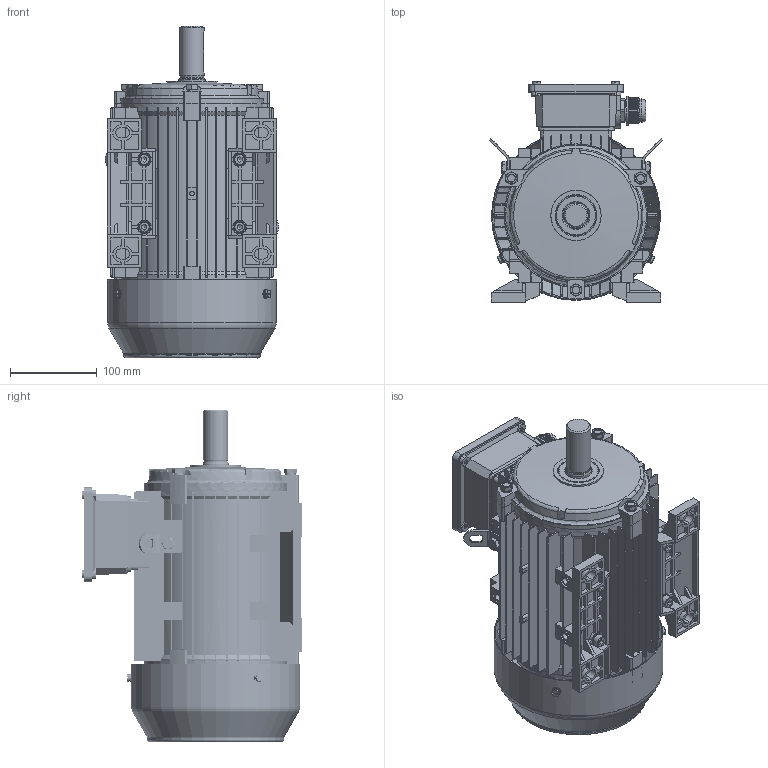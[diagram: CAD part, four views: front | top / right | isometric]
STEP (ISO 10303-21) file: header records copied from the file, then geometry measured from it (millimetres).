
FILE_DESCRIPTION(/* description */ (''),/* implementation_level */ '2;1');
FILE_NAME(/* name */ 'JL-100-B3.stp',/* time_stamp */ '2018-12-30T14:36:38+08:00',/* author */ (''),/* organization */ (''),/* preprocessor_version */ 'ST-DEVELOPER v16.7',/* originating_system */ 'SIEMENS PLM Software NX 12.0',/* authorisation */ '');
FILE_SCHEMA (('AP203_CONFIGURATION_CONTROLLED_3D_DESIGN_OF_MECHANICAL_PARTS_AND_ASSEMBLIES_MIM_LF { 1 0 10303 403 2 1 2}'));
Length unit declared in the file: millimetre
Products named in the file (1): JL-100-B3
Bounding box: 200.01 x 254.5 x 383 mm (x, y, z)
Volume: 1817094.7 mm3; surface area: 1083620.2 mm2
Topology: 60 solids, 60 shells, 4708 faces, 13182 edges, 8761 vertices
Faces by surface type: plane 2878, cylinder 1428, cone 197, torus 162, bspline 43
Full cylindrical faces by diameter (mm): 2 x4, 4 x11, 4.48 x8, 4.8 x4, 5 x23, 5.3 x4, 5.8 x14, 7.188 x6, 8 x31, 8.58 x6, 9 x6, 9.1 x6, 10 x10, 11 x12, 12 x4, 13 x8, 14.785 x6, 15 x4, 16 x12, 17.188 x2, 20.312 x4, 23.438 x10, 24.219 x12, 25 x24, 25.781 x12, 26.562 x12, 26.953 x2, 27 x1, 27.2 x1, 28 x2
Entity records: 162964 total; most frequent: CARTESIAN_POINT 45519, ORIENTED_EDGE 24882, DIRECTION 22923, EDGE_CURVE 12441, VERTEX_POINT 8462, AXIS2_PLACEMENT_3D 7774, LINE 7375, VECTOR 7375
